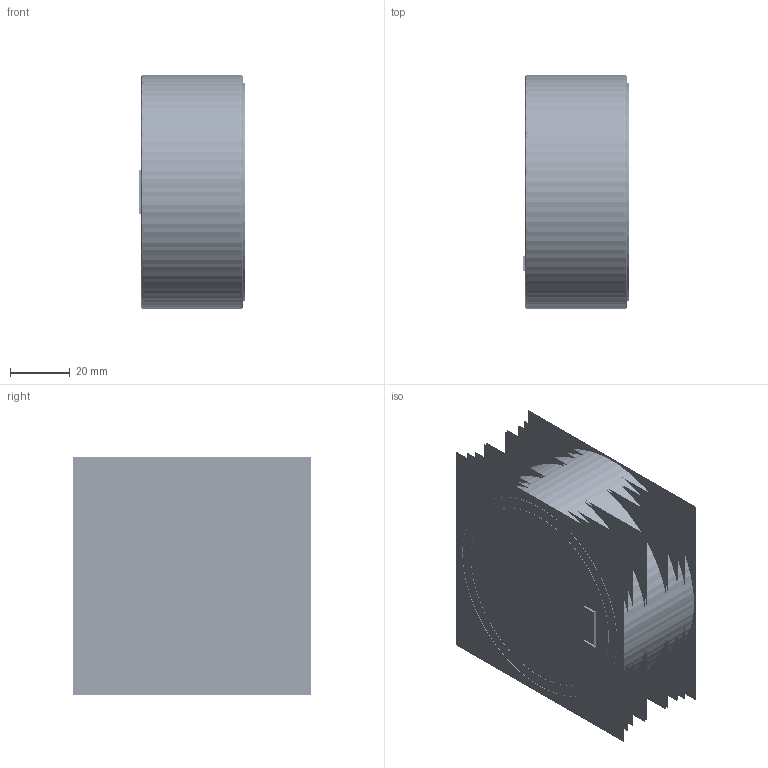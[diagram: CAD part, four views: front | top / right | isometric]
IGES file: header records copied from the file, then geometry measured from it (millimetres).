
Start section:  PTC IGES file: fnd473z.igs
Global section: file name: fnd473z.igs; native system: Creo Parametric by Parametric Technology Corporation; preprocessor: 2013150; author: sales 4; organization: Unknown; date: 20140325.144210; units: millimetre
Bounding box: 35.36 x 79.04 x 79.06 mm (x, y, z)
Volume: 94052.6 mm3; surface area: 1015315.2 mm2
Topology: 78 solids, 78 shells, 7386 faces, 38846 edges, 48882 vertices
Faces by surface type: bspline 4016, revolution 3370
